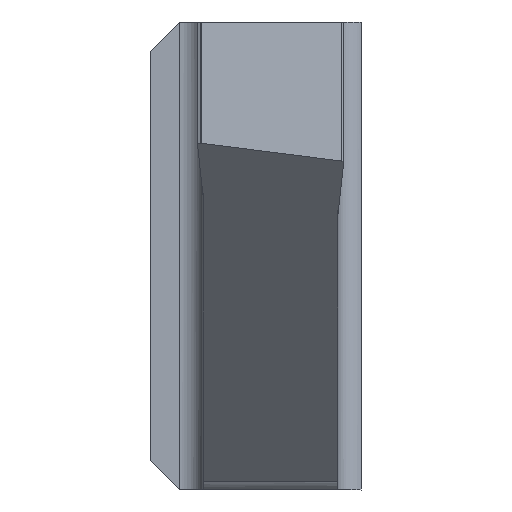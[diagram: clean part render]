
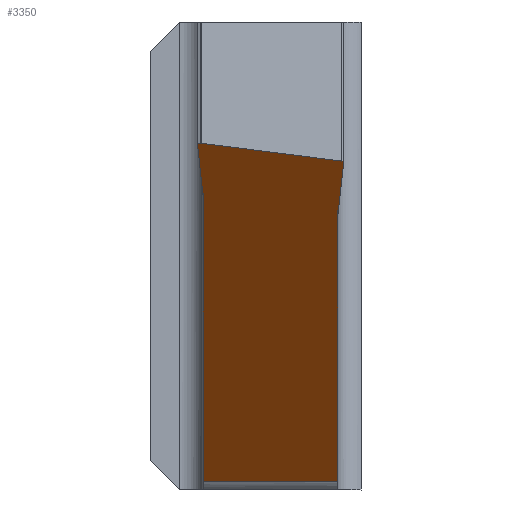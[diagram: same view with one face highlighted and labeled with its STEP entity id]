
A CAD part, front view. The second image highlights one B-rep face of the part: STEP entity #3350.
In plain terms, the highlighted planar face has unit normal (0, -0.427, -0.904).
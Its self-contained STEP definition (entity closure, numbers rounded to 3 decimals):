
#6=CARTESIAN_POINT('',(0.85,0.,-2.072));
#7=CARTESIAN_POINT('',(0.82,0.,-2.072));
#8=CARTESIAN_POINT('',(0.799,0.022,-2.083));
#9=CARTESIAN_POINT('',(0.8,0.053,-2.097));
#10=(BOUNDED_CURVE()B_SPLINE_CURVE(3,(#6,#7,#8,#9),.UNSPECIFIED.,.F.,.F.)B_SPLINE_CURVE_WITH_KNOTS((4,4),(0.,1.),.UNSPECIFIED.)CURVE()GEOMETRIC_REPRESENTATION_ITEM()RATIONAL_B_SPLINE_CURVE((1.,0.793,0.793,1.))REPRESENTATION_ITEM(''));
#11=CARTESIAN_POINT('',(0.85,0.,-2.072));
#12=VERTEX_POINT('',#11);
#13=CARTESIAN_POINT('',(0.8,0.053,-2.097));
#14=VERTEX_POINT('',#13);
#15=EDGE_CURVE('',#12,#14,#10,.T.);
#95=CARTESIAN_POINT('',(0.9,2.012,-3.023));
#96=VERTEX_POINT('',#95);
#130=CARTESIAN_POINT('',(0.8,0.053,-2.097));
#131=DIRECTION('',(0.046,0.903,-0.427));
#132=VECTOR('',#131,2.169);
#133=LINE('',#130,#132);
#134=EDGE_CURVE('',#14,#96,#133,.T.);
#169=CARTESIAN_POINT('',(0.9,2.012,-3.023));
#170=DIRECTION('',(0.,0.904,-0.427));
#171=VECTOR('',#170,11.295);
#172=LINE('',#169,#171);
#173=CARTESIAN_POINT('',(0.9,12.223,-7.85));
#174=VERTEX_POINT('',#173);
#175=EDGE_CURVE('',#96,#174,#172,.T.);
#1670=CARTESIAN_POINT('',(3.199,12.223,-7.85));
#1671=VERTEX_POINT('',#1670);
#1682=CARTESIAN_POINT('',(3.199,12.223,-7.85));
#1683=DIRECTION('',(0.,-0.904,0.427));
#1684=VECTOR('',#1683,10.614);
#1685=LINE('',#1682,#1684);
#1686=CARTESIAN_POINT('',(3.199,2.628,-3.314));
#1687=VERTEX_POINT('',#1686);
#1688=EDGE_CURVE('',#1671,#1687,#1685,.T.);
#1776=CARTESIAN_POINT('',(3.199,2.628,-3.314));
#1777=DIRECTION('',(0.047,-0.903,0.427));
#1778=VECTOR('',#1777,2.139);
#1779=LINE('',#1776,#1778);
#1780=CARTESIAN_POINT('',(3.3,0.696,-2.401));
#1781=VERTEX_POINT('',#1780);
#1782=EDGE_CURVE('',#1687,#1781,#1779,.T.);
#1858=CARTESIAN_POINT('',(3.263,0.645,-2.377));
#1859=VERTEX_POINT('',#1858);
#1870=CARTESIAN_POINT('',(3.3,0.696,-2.401));
#1871=CARTESIAN_POINT('',(3.301,0.671,-2.389));
#1872=CARTESIAN_POINT('',(3.287,0.651,-2.38));
#1873=CARTESIAN_POINT('',(3.263,0.645,-2.377));
#1874=(BOUNDED_CURVE()B_SPLINE_CURVE(3,(#1870,#1871,#1872,#1873),.UNSPECIFIED.,.F.,.F.)B_SPLINE_CURVE_WITH_KNOTS((4,4),(0.,1.),.UNSPECIFIED.)CURVE()GEOMETRIC_REPRESENTATION_ITEM()RATIONAL_B_SPLINE_CURVE((1.,0.851,0.851,1.))REPRESENTATION_ITEM('')
);
#1875=EDGE_CURVE('',#1781,#1859,#1874,.T.);
#1919=CARTESIAN_POINT('',(3.263,0.645,-2.377));
#1920=DIRECTION('',(-0.959,-0.257,0.121));
#1921=VECTOR('',#1920,2.503);
#1922=LINE('',#1919,#1921);
#1923=CARTESIAN_POINT('',(0.863,0.002,-2.073));
#1924=VERTEX_POINT('',#1923);
#1925=EDGE_CURVE('',#1859,#1924,#1922,.T.);
#2969=CARTESIAN_POINT('',(3.199,12.223,-7.85));
#2970=DIRECTION('',(-1.,0.,0.));
#2971=VECTOR('',#2970,2.299);
#2972=LINE('',#2969,#2971);
#2973=EDGE_CURVE('',#1671,#174,#2972,.T.);
#3218=CARTESIAN_POINT('',(0.863,0.002,-2.073));
#3219=CARTESIAN_POINT('',(0.859,0.001,-2.072));
#3220=CARTESIAN_POINT('',(0.854,0.,-2.072));
#3221=CARTESIAN_POINT('',(0.85,0.,-2.072));
#3222=(BOUNDED_CURVE()B_SPLINE_CURVE(3,(#3218,#3219,#3220,#3221),.UNSPECIFIED.,.F.,.F.)B_SPLINE_CURVE_WITH_KNOTS((4,4),(0.,1.),.UNSPECIFIED.)CURVE()GEOMETRIC_REPRESENTATION_ITEM()RATIONAL_B_SPLINE_CURVE((1.,0.994,0.994,1.))REPRESENTATION_ITEM('')
);
#3223=EDGE_CURVE('',#1924,#12,#3222,.T.);
#3262=CARTESIAN_POINT('',(2.6,5.638,-4.737));
#3263=DIRECTION('',(0.,0.427,0.904));
#3264=DIRECTION('',(0.,-0.386,0.183));
#3265=AXIS2_PLACEMENT_3D('',#3262,#3263,#3264);
#3266=PLANE('',#3265);
#3267=ORIENTED_EDGE('Edge 181',*,*,#15,.T.);
#3276=ORIENTED_EDGE('Edge 186',*,*,#3223,.T.);
#3285=ORIENTED_EDGE('Edge 191',*,*,#1925,.T.);
#3294=ORIENTED_EDGE('Edge 196',*,*,#1875,.T.);
#3303=ORIENTED_EDGE('Edge 201',*,*,#1782,.T.);
#3312=ORIENTED_EDGE('Edge 1166',*,*,#1688,.T.);
#3321=ORIENTED_EDGE('Edge 211',*,*,#2973,.F.);
#3330=ORIENTED_EDGE('Edge 1287',*,*,#175,.T.);
#3339=ORIENTED_EDGE('Edge 221',*,*,#134,.T.);
#3348=EDGE_LOOP('',(#3339,#3330,#3321,#3312,#3303,#3294,#3285,#3276,#3267));
#3349=FACE_OUTER_BOUND('Loop 222',#3348,.T.);
#3350=ADVANCED_FACE('Face 223',(#3349),#3266,.F.);
